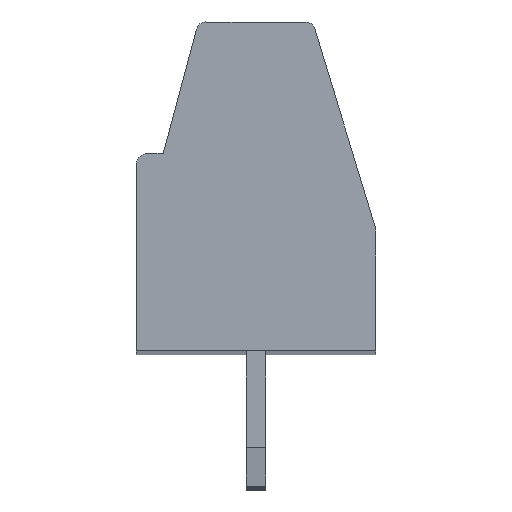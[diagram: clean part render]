
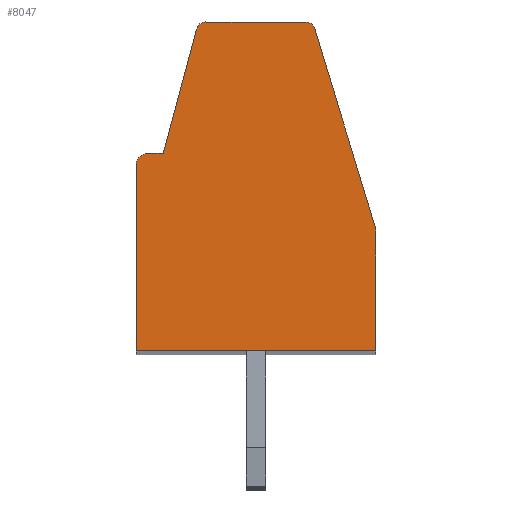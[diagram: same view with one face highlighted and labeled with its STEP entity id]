
A CAD part, top view. The second image highlights one B-rep face of the part: STEP entity #8047.
In plain terms, the highlighted planar face has unit normal (0, 0, 1).
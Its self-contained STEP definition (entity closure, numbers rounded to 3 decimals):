
#14=DIRECTION('',(0.,-1.,0.));
#15=VECTOR('',#14,3.075);
#16=CARTESIAN_POINT('',(3.1,3.075,57.38));
#17=LINE('',#16,#15);
#18=DIRECTION('',(0.,1.,0.));
#19=VECTOR('',#18,4.8);
#20=CARTESIAN_POINT('',(-3.1,0.,57.38));
#21=LINE('',#20,#19);
#22=CARTESIAN_POINT('',(-2.8,4.8,57.38));
#23=DIRECTION('',(0.,0.,-1.));
#24=DIRECTION('',(-1.,0.,0.));
#25=AXIS2_PLACEMENT_3D('',#22,#23,#24);
#27=DIRECTION('',(1.,0.,0.));
#28=VECTOR('',#27,0.4);
#29=CARTESIAN_POINT('',(-2.8,5.1,57.38));
#30=LINE('',#29,#28);
#31=DIRECTION('',(0.259,0.966,0.));
#32=VECTOR('',#31,3.328);
#33=CARTESIAN_POINT('',(-2.4,5.1,57.38));
#34=LINE('',#33,#32);
#35=CARTESIAN_POINT('',(-1.297,8.25,57.38));
#36=DIRECTION('',(0.,0.,-1.));
#37=DIRECTION('',(-0.966,0.259,0.));
#38=AXIS2_PLACEMENT_3D('',#35,#36,#37);
#40=CARTESIAN_POINT('',(1.279,8.25,57.38));
#41=DIRECTION('',(0.,0.,-1.));
#42=DIRECTION('',(-0.001,1.,0.));
#43=AXIS2_PLACEMENT_3D('',#40,#41,#42);
#45=DIRECTION('',(0.292,-0.956,0.));
#46=VECTOR('',#45,5.335);
#47=CARTESIAN_POINT('',(1.518,8.323,57.38));
#48=LINE('',#47,#46);
#49=CARTESIAN_POINT('',(2.6,3.075,57.38));
#50=DIRECTION('',(0.,0.,-1.));
#51=DIRECTION('',(0.956,0.292,0.));
#52=AXIS2_PLACEMENT_3D('',#49,#50,#51);
#80=DIRECTION('',(-1.,0.,0.));
#81=VECTOR('',#80,2.576);
#82=CARTESIAN_POINT('',(1.279,8.5,57.38));
#83=LINE('',#82,#81);
#786=DIRECTION('',(1.,0.,0.));
#787=VECTOR('',#786,6.2);
#788=CARTESIAN_POINT('',(-3.1,0.,57.38));
#789=LINE('',#788,#787);
#6134=CARTESIAN_POINT('',(3.1,3.075,57.38));
#6135=CARTESIAN_POINT('',(3.1,0.,57.38));
#6136=VERTEX_POINT('',#6134);
#6137=VERTEX_POINT('',#6135);
#6138=CARTESIAN_POINT('',(3.078,3.221,57.38));
#6139=VERTEX_POINT('',#6138);
#6140=CARTESIAN_POINT('',(1.518,8.323,57.38));
#6141=VERTEX_POINT('',#6140);
#6142=CARTESIAN_POINT('',(1.279,8.5,57.38));
#6143=VERTEX_POINT('',#6142);
#6144=CARTESIAN_POINT('',(-1.538,8.315,57.38));
#6145=CARTESIAN_POINT('',(-1.297,8.5,57.38));
#6146=VERTEX_POINT('',#6144);
#6147=VERTEX_POINT('',#6145);
#6148=CARTESIAN_POINT('',(-2.4,5.1,57.38));
#6149=VERTEX_POINT('',#6148);
#6150=CARTESIAN_POINT('',(-2.8,5.1,57.38));
#6151=VERTEX_POINT('',#6150);
#6152=CARTESIAN_POINT('',(-3.1,4.8,57.38));
#6153=VERTEX_POINT('',#6152);
#6154=CARTESIAN_POINT('',(-3.1,0.,57.38));
#6155=VERTEX_POINT('',#6154);
#8018=CARTESIAN_POINT('',(0.,0.,57.38));
#8019=DIRECTION('',(0.,0.,1.));
#8020=DIRECTION('',(1.,0.,0.));
#8021=AXIS2_PLACEMENT_3D('',#8018,#8019,#8020);
#8022=PLANE('',#8021);
#8024=ORIENTED_EDGE('',*,*,#8023,.T.);
#8026=ORIENTED_EDGE('',*,*,#8025,.F.);
#8028=ORIENTED_EDGE('',*,*,#8027,.T.);
#8030=ORIENTED_EDGE('',*,*,#8029,.T.);
#8032=ORIENTED_EDGE('',*,*,#8031,.T.);
#8034=ORIENTED_EDGE('',*,*,#8033,.T.);
#8036=ORIENTED_EDGE('',*,*,#8035,.T.);
#8038=ORIENTED_EDGE('',*,*,#8037,.F.);
#8040=ORIENTED_EDGE('',*,*,#8039,.T.);
#8042=ORIENTED_EDGE('',*,*,#8041,.T.);
#8044=ORIENTED_EDGE('',*,*,#8043,.T.);
#8045=EDGE_LOOP('',(#8024,#8026,#8028,#8030,#8032,#8034,#8036,#8038,#8040,#8042,
#8044));
#8046=FACE_OUTER_BOUND('',#8045,.F.);
#26=CIRCLE('',#25,0.3);
#39=CIRCLE('',#38,0.25);
#44=CIRCLE('',#43,0.25);
#53=CIRCLE('',#52,0.5);
#8023=EDGE_CURVE('',#6136,#6137,#17,.T.);
#8025=EDGE_CURVE('',#6155,#6137,#789,.T.);
#8027=EDGE_CURVE('',#6155,#6153,#21,.T.);
#8029=EDGE_CURVE('',#6153,#6151,#26,.T.);
#8031=EDGE_CURVE('',#6151,#6149,#30,.T.);
#8033=EDGE_CURVE('',#6149,#6146,#34,.T.);
#8035=EDGE_CURVE('',#6146,#6147,#39,.T.);
#8037=EDGE_CURVE('',#6143,#6147,#83,.T.);
#8039=EDGE_CURVE('',#6143,#6141,#44,.T.);
#8041=EDGE_CURVE('',#6141,#6139,#48,.T.);
#8043=EDGE_CURVE('',#6139,#6136,#53,.T.);
#8047=ADVANCED_FACE('',(#8046),#8022,.T.);
